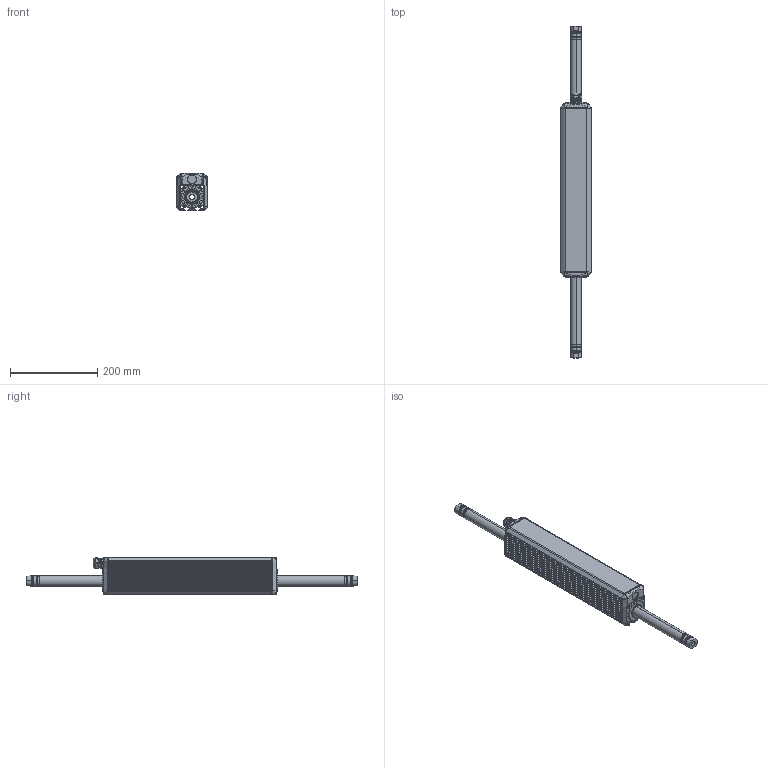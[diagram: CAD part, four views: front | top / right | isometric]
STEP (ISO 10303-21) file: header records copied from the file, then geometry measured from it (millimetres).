
FILE_DESCRIPTION (( 'STEP AP214' ), '1' );
FILE_NAME ('MDL_Orca15_Customer.STEP', '2023-11-17T03:58:59', ( '' ), ( '' ), 'SwSTEP 2.0', 'SolidWorks 2019', '' );
FILE_SCHEMA (( 'AUTOMOTIVE_DESIGN' ));
Length unit declared in the file: millimetre
Products named in the file (11): MDL_Orca15_Customer; 110-003 StrainRelief.step; Shaft-0.step; 200-20000 Shaft Insert.step; CustomerEndCap.step; Shaft.step; Component17.step; Orca15_CAD_model.step; 110-004 GFM_2526_25_1.step; CustomerEndCap_1.step; Stator.step
Assembly tree (12 placements, depth 4):
  MDL_Orca15_Customer
    Orca15_CAD_model.step
      Shaft.step
        200-20000 Shaft Insert.step  x2
        Shaft-0.step
      Stator.step
        Component17.step
        CustomerEndCap.step
        CustomerEndCap_1.step
        110-004 GFM_2526_25_1.step  x2
        110-003 StrainRelief.step
Bounding box: 70.87 x 761.99 x 86.77 mm (x, y, z)
Volume: 1546084.4 mm3; surface area: 585324.1 mm2
Topology: 17 solids, 17 shells, 2568 faces, 7478 edges, 4922 vertices
Faces by surface type: plane 943, cylinder 729, cone 482, torus 232, bspline 182
Entity records: 105330 total; most frequent: CARTESIAN_POINT 39830, ORIENTED_EDGE 14740, DIRECTION 12683, EDGE_CURVE 7370, VERTEX_POINT 4864, AXIS2_PLACEMENT_3D 4676, LINE 3331, VECTOR 3331
